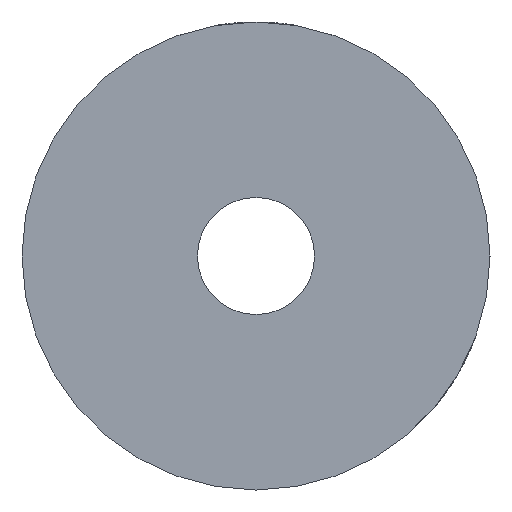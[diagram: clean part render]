
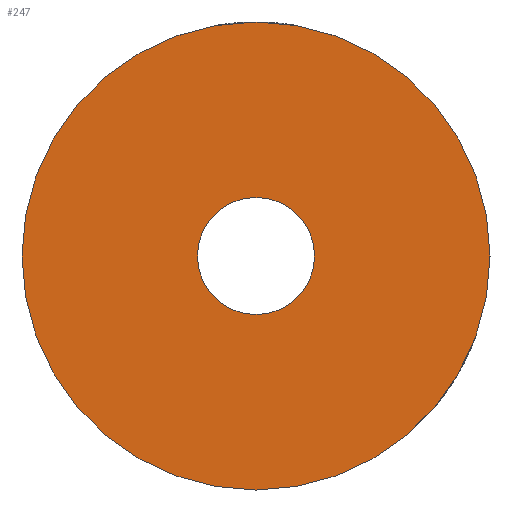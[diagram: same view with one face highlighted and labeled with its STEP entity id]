
A CAD part, left-side view. The second image highlights one B-rep face of the part: STEP entity #247.
In plain terms, the highlighted planar face has unit normal (-1, 0, 0).
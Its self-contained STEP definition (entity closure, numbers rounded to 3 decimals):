
#247=ADVANCED_FACE('NONE',(#557,#558),#559,.T.);
#557=FACE_BOUND('',#941,.T.);
#558=FACE_OUTER_BOUND('',#942,.T.);
#559=PLANE('',#943);
#941=EDGE_LOOP('',(#1590,#1591));
#942=EDGE_LOOP('',(#1592,#1593));
#943=AXIS2_PLACEMENT_3D('',#1594,#1595,#1596);
#1590=ORIENTED_EDGE('',*,*,#2347,.T.);
#1591=ORIENTED_EDGE('',*,*,#2349,.T.);
#1592=ORIENTED_EDGE('',*,*,#2324,.T.);
#1593=ORIENTED_EDGE('',*,*,#2364,.T.);
#1594=CARTESIAN_POINT('',(0.,-20.0,0.0));
#1595=DIRECTION('',(-1.0,0.0,0.0));
#1596=DIRECTION('',(0.0,0.0,-1.0));
#2324=EDGE_CURVE('NONE',#2789,#2796,#2798,.T.);
#2347=EDGE_CURVE('',#2832,#2836,#2838,.T.);
#2349=EDGE_CURVE('',#2836,#2832,#2840,.T.);
#2364=EDGE_CURVE('NONE',#2796,#2789,#2855,.T.);
#2789=VERTEX_POINT('NONE',#3521);
#2796=VERTEX_POINT('',#3549);
#2798=CIRCLE('',#3552,20.0);
#2832=VERTEX_POINT('',#3645);
#2836=VERTEX_POINT('',#3650);
#2838=CIRCLE('',#3653,5.0);
#2840=CIRCLE('',#3655,5.0);
#2855=CIRCLE('',#3687,20.0);
#3521=CARTESIAN_POINT('',(0.,0.0,-20.0));
#3549=CARTESIAN_POINT('',(0.0,0.,20.0));
#3552=AXIS2_PLACEMENT_3D('',#4329,#4330,#4331);
#3645=CARTESIAN_POINT('',(0.0,0.0,-5.0));
#3650=CARTESIAN_POINT('',(0.0,0.,5.0));
#3653=AXIS2_PLACEMENT_3D('',#4362,#4363,#4364);
#3655=AXIS2_PLACEMENT_3D('',#4365,#4366,#4367);
#3687=AXIS2_PLACEMENT_3D('',#4389,#4390,#4391);
#4329=CARTESIAN_POINT('',(0.,0.0,0.0));
#4330=DIRECTION('',(-1.0,-0.0,-0.0));
#4331=DIRECTION('',(0.0,0.0,-1.0));
#4362=CARTESIAN_POINT('',(0.0,0.0,0.0));
#4363=DIRECTION('',(1.0,-0.0,0.0));
#4364=DIRECTION('',(0.0,0.0,-1.0));
#4365=CARTESIAN_POINT('',(0.0,0.0,0.0));
#4366=DIRECTION('',(1.0,-0.0,0.0));
#4367=DIRECTION('',(0.0,0.0,-1.0));
#4389=CARTESIAN_POINT('',(0.,0.0,0.0));
#4390=DIRECTION('',(-1.0,-0.0,-0.0));
#4391=DIRECTION('',(0.0,0.0,-1.0));
